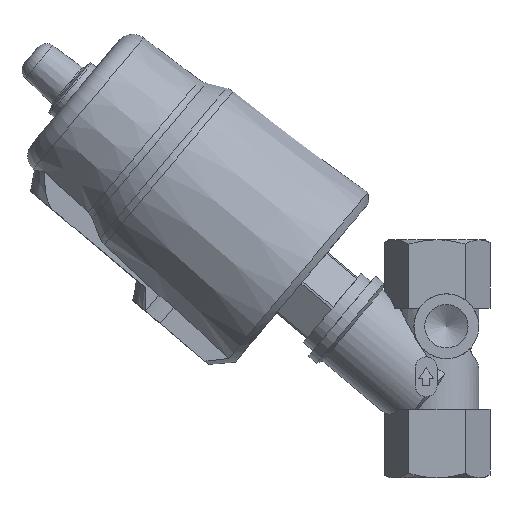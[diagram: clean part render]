
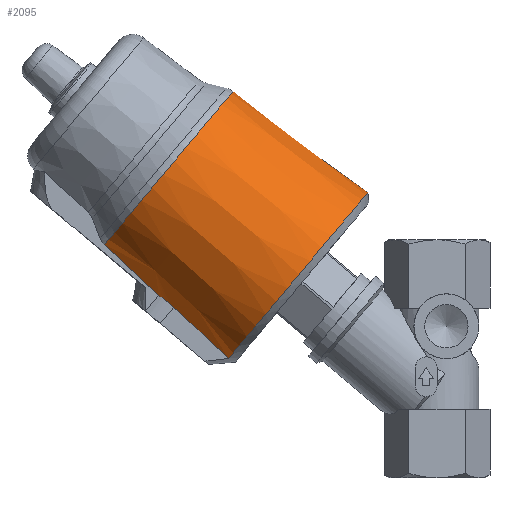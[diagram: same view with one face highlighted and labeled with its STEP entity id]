
A CAD part, left-side view. The second image highlights one B-rep face of the part: STEP entity #2095.
In plain terms, the highlighted conical face has half-angle 3 degrees and reference radius 28.445 mm.
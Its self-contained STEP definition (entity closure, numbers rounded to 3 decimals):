
#67=CONICAL_SURFACE('',#2287,28.445,0.052);
#132=B_SPLINE_CURVE_WITH_KNOTS('',3,(#3400,#3401,#3402,#3403),
 .UNSPECIFIED.,.F.,.F.,(4,4),(0.001,0.022),
 .UNSPECIFIED.);
#133=B_SPLINE_CURVE_WITH_KNOTS('',3,(#3406,#3407,#3408,#3409,#3410,#3411,
#3412,#3413,#3414,#3415,#3416,#3417,#3418,#3419,#3420,#3421,#3422,#3423,
#3424,#3425,#3426,#3427,#3428,#3429,#3430,#3431,#3432,#3433,#3434,#3435,
#3436,#3437,#3438,#3439,#3440,#3441,#3442,#3443,#3444,#3445,#3446,#3447,
#3448),.UNSPECIFIED.,.F.,.F.,(4,1,1,1,1,1,1,1,1,1,1,1,1,1,1,1,1,1,1,1,1,
1,1,1,1,1,1,1,1,1,1,1,1,1,1,1,1,1,1,1,4),(0.107,0.112,
0.115,0.118,0.123,0.126,
0.129,0.131,0.134,0.137,
0.14,0.142,0.145,0.15,
0.153,0.156,0.161,0.164,
0.167,0.172,0.177,0.183,
0.188,0.194,0.199,0.205,
0.21,0.215,0.221,0.226,
0.232,0.237,0.243,0.248,
0.253,0.259,0.264,0.267,
0.27,0.275,0.28),.UNSPECIFIED.);
#134=B_SPLINE_CURVE_WITH_KNOTS('',3,(#3450,#3451,#3452,#3453),
 .UNSPECIFIED.,.F.,.F.,(4,4),(0.001,0.022),
 .UNSPECIFIED.);
#135=B_SPLINE_CURVE_WITH_KNOTS('',3,(#3455,#3456,#3457,#3458,#3459),
 .UNSPECIFIED.,.F.,.F.,(4,1,4),(0.001,0.004,
0.007),.UNSPECIFIED.);
#136=B_SPLINE_CURVE_WITH_KNOTS('',3,(#3461,#3462,#3463,#3464),
 .UNSPECIFIED.,.F.,.F.,(4,4),(0.063,0.084),
 .UNSPECIFIED.);
#137=B_SPLINE_CURVE_WITH_KNOTS('',3,(#3465,#3466,#3467,#3468),
 .UNSPECIFIED.,.F.,.F.,(4,4),(0.063,0.084),
 .UNSPECIFIED.);
#138=B_SPLINE_CURVE_WITH_KNOTS('',3,(#3470,#3471,#3472,#3473),
 .UNSPECIFIED.,.F.,.F.,(4,4),(0.001,0.006),
 .UNSPECIFIED.);
#582=ORIENTED_EDGE('',*,*,#1190,.T.);
#583=ORIENTED_EDGE('',*,*,#1191,.T.);
#584=ORIENTED_EDGE('',*,*,#1192,.F.);
#585=ORIENTED_EDGE('',*,*,#1193,.F.);
#586=ORIENTED_EDGE('',*,*,#1194,.F.);
#587=ORIENTED_EDGE('',*,*,#1187,.T.);
#588=ORIENTED_EDGE('',*,*,#1195,.T.);
#589=ORIENTED_EDGE('',*,*,#1196,.F.);
#1187=EDGE_CURVE('',#1487,#1488,#1662,.T.);
#1190=EDGE_CURVE('',#1489,#1490,#132,.T.);
#1191=EDGE_CURVE('',#1490,#1491,#133,.T.);
#1192=EDGE_CURVE('',#1492,#1491,#134,.T.);
#1193=EDGE_CURVE('',#1493,#1492,#135,.T.);
#1194=EDGE_CURVE('',#1487,#1493,#136,.T.);
#1195=EDGE_CURVE('',#1488,#1494,#137,.T.);
#1196=EDGE_CURVE('',#1489,#1494,#138,.T.);
#1487=VERTEX_POINT('',#3389);
#1488=VERTEX_POINT('',#3390);
#1489=VERTEX_POINT('',#3404);
#1490=VERTEX_POINT('',#3405);
#1491=VERTEX_POINT('',#3449);
#1492=VERTEX_POINT('',#3454);
#1493=VERTEX_POINT('',#3460);
#1494=VERTEX_POINT('',#3469);
#1662=CIRCLE('',#2286,28.445);
#1731=EDGE_LOOP('',(#582,#583,#584,#585,#586,#587,#588,#589));
#1902=FACE_BOUND('',#1731,.T.);
#2095=ADVANCED_FACE('',(#1902),#67,.T.);
#2286=AXIS2_PLACEMENT_3D('',#3388,#2590,#2591);
#2287=AXIS2_PLACEMENT_3D('',#3399,#2592,#2593);
#2590=DIRECTION('',(0.643,-0.766,0.));
#2591=DIRECTION('',(0.766,0.643,0.));
#2592=DIRECTION('',(0.643,-0.766,0.));
#2593=DIRECTION('',(0.766,0.643,0.));
#3388=CARTESIAN_POINT('',(-85.47,74.798,0.));
#3389=CARTESIAN_POINT('',(-64.675,92.247,8.5));
#3390=CARTESIAN_POINT('',(-64.675,92.247,-8.5));
#3399=CARTESIAN_POINT('',(-85.47,74.798,0.));
#3400=CARTESIAN_POINT('',(-47.323,73.013,-10.));
#3401=CARTESIAN_POINT('',(-42.569,67.948,-10.));
#3402=CARTESIAN_POINT('',(-37.816,62.883,-10.));
#3403=CARTESIAN_POINT('',(-33.064,57.817,-10.));
#3404=CARTESIAN_POINT('',(-47.323,73.013,-10.));
#3405=CARTESIAN_POINT('',(-33.064,57.817,-10.));
#3406=CARTESIAN_POINT('',(-33.064,57.817,-10.));
#3407=CARTESIAN_POINT('',(-33.511,57.442,-11.705));
#3408=CARTESIAN_POINT('',(-34.349,56.738,-14.182));
#3409=CARTESIAN_POINT('',(-35.812,55.51,-17.301));
#3410=CARTESIAN_POINT('',(-37.455,54.132,-20.196));
#3411=CARTESIAN_POINT('',(-39.382,52.515,-22.802));
#3412=CARTESIAN_POINT('',(-41.574,50.675,-25.07));
#3413=CARTESIAN_POINT('',(-43.303,49.225,-26.554));
#3414=CARTESIAN_POINT('',(-45.123,47.697,-27.838));
#3415=CARTESIAN_POINT('',(-47.046,46.084,-28.92));
#3416=CARTESIAN_POINT('',(-49.031,44.418,-29.774));
#3417=CARTESIAN_POINT('',(-51.045,42.728,-30.391));
#3418=CARTESIAN_POINT('',(-53.094,41.009,-30.779));
#3419=CARTESIAN_POINT('',(-55.889,38.663,-30.982));
#3420=CARTESIAN_POINT('',(-58.651,36.345,-30.702));
#3421=CARTESIAN_POINT('',(-61.353,34.077,-29.959));
#3422=CARTESIAN_POINT('',(-64.035,31.827,-28.891));
#3423=CARTESIAN_POINT('',(-66.547,29.719,-27.392));
#3424=CARTESIAN_POINT('',(-68.893,27.75,-25.477));
#3425=CARTESIAN_POINT('',(-71.13,25.874,-23.268));
#3426=CARTESIAN_POINT('',(-73.577,23.82,-20.112));
#3427=CARTESIAN_POINT('',(-76.011,21.777,-15.623));
#3428=CARTESIAN_POINT('',(-77.773,20.299,-10.737));
#3429=CARTESIAN_POINT('',(-78.875,19.374,-5.442));
#3430=CARTESIAN_POINT('',(-79.241,19.067,0.007));
#3431=CARTESIAN_POINT('',(-78.876,19.374,5.433));
#3432=CARTESIAN_POINT('',(-77.774,20.298,10.733));
#3433=CARTESIAN_POINT('',(-76.013,21.776,15.619));
#3434=CARTESIAN_POINT('',(-73.58,23.818,20.108));
#3435=CARTESIAN_POINT('',(-70.64,26.285,23.901));
#3436=CARTESIAN_POINT('',(-67.17,29.196,27.024));
#3437=CARTESIAN_POINT('',(-63.411,32.351,29.263));
#3438=CARTESIAN_POINT('',(-59.329,35.776,30.637));
#3439=CARTESIAN_POINT('',(-55.208,39.234,31.05));
#3440=CARTESIAN_POINT('',(-51.016,42.752,30.507));
#3441=CARTESIAN_POINT('',(-47.035,46.093,29.042));
#3442=CARTESIAN_POINT('',(-43.244,49.274,26.649));
#3443=CARTESIAN_POINT('',(-40.455,51.614,24.015));
#3444=CARTESIAN_POINT('',(-38.417,53.324,21.499));
#3445=CARTESIAN_POINT('',(-36.587,54.86,18.798));
#3446=CARTESIAN_POINT('',(-34.646,56.489,15.048));
#3447=CARTESIAN_POINT('',(-33.51,57.442,11.704));
#3448=CARTESIAN_POINT('',(-33.064,57.817,10.));
#3449=CARTESIAN_POINT('',(-33.064,57.817,10.));
#3450=CARTESIAN_POINT('',(-47.323,73.013,10.));
#3451=CARTESIAN_POINT('',(-42.569,67.948,10.));
#3452=CARTESIAN_POINT('',(-37.816,62.883,10.));
#3453=CARTESIAN_POINT('',(-33.064,57.817,10.));
#3454=CARTESIAN_POINT('',(-47.323,73.013,10.));
#3455=CARTESIAN_POINT('',(-50.554,77.178,8.5));
#3456=CARTESIAN_POINT('',(-50.131,76.514,8.984));
#3457=CARTESIAN_POINT('',(-49.149,75.096,9.742));
#3458=CARTESIAN_POINT('',(-47.963,73.695,10.));
#3459=CARTESIAN_POINT('',(-47.323,73.013,10.));
#3460=CARTESIAN_POINT('',(-50.554,77.178,8.5));
#3461=CARTESIAN_POINT('',(-64.675,92.247,8.5));
#3462=CARTESIAN_POINT('',(-59.967,87.225,8.5));
#3463=CARTESIAN_POINT('',(-55.261,82.202,8.5));
#3464=CARTESIAN_POINT('',(-50.554,77.178,8.5));
#3465=CARTESIAN_POINT('',(-64.675,92.247,-8.5));
#3466=CARTESIAN_POINT('',(-59.967,87.225,-8.5));
#3467=CARTESIAN_POINT('',(-55.261,82.202,-8.5));
#3468=CARTESIAN_POINT('',(-50.554,77.178,-8.5));
#3469=CARTESIAN_POINT('',(-50.554,77.178,-8.5));
#3470=CARTESIAN_POINT('',(-47.323,73.013,-10.));
#3471=CARTESIAN_POINT('',(-48.588,74.361,-10.));
#3472=CARTESIAN_POINT('',(-49.698,75.835,-9.479));
#3473=CARTESIAN_POINT('',(-50.554,77.178,-8.5));
